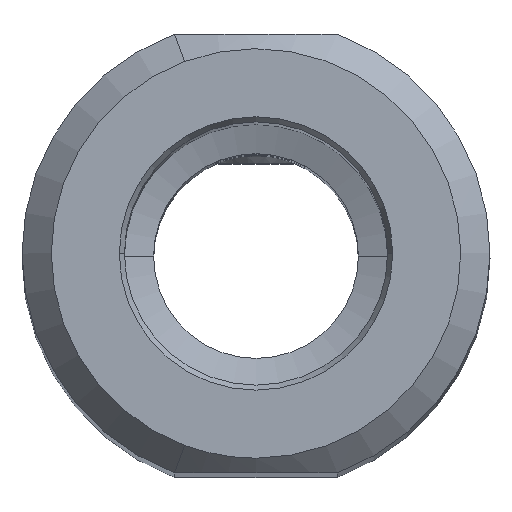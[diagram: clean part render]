
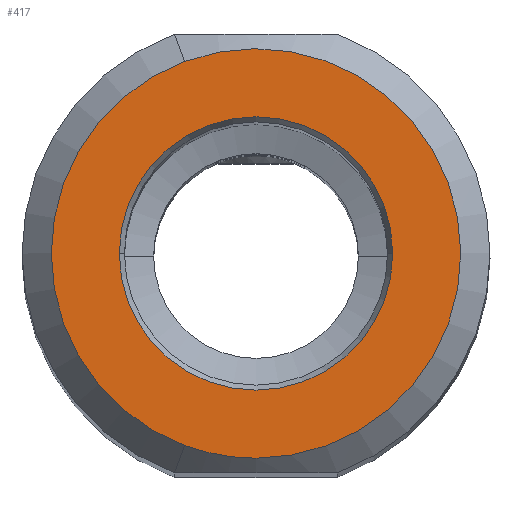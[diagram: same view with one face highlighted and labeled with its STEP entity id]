
A CAD part, top view. The second image highlights one B-rep face of the part: STEP entity #417.
In plain terms, the highlighted planar face has unit normal (0, 0, 1).
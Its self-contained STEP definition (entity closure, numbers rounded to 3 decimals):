
#417=ADVANCED_FACE('',(#525,#526),#490,.T.);
#490=PLANE('',#1507);
#525=FACE_BOUND('',#554,.T.);
#526=FACE_BOUND('',#555,.T.);
#554=EDGE_LOOP('',(#706,#707,#708));
#555=EDGE_LOOP('',(#709,#710));
#706=ORIENTED_EDGE('',*,*,#1154,.F.);
#707=ORIENTED_EDGE('',*,*,#1153,.F.);
#708=ORIENTED_EDGE('',*,*,#1151,.F.);
#709=ORIENTED_EDGE('',*,*,#1155,.F.);
#710=ORIENTED_EDGE('',*,*,#1156,.F.);
#1026=VERTEX_POINT('',#2218);
#1027=VERTEX_POINT('',#2220);
#1028=VERTEX_POINT('',#2224);
#1029=VERTEX_POINT('',#2228);
#1030=VERTEX_POINT('',#2229);
#1151=EDGE_CURVE('',#1026,#1027,#1317,.T.);
#1153=EDGE_CURVE('',#1027,#1028,#1318,.T.);
#1154=EDGE_CURVE('',#1028,#1026,#1319,.T.);
#1155=EDGE_CURVE('',#1029,#1030,#1320,.T.);
#1156=EDGE_CURVE('',#1030,#1029,#1321,.T.);
#1317=CIRCLE('',#1500,7.);
#1318=CIRCLE('',#1502,7.);
#1319=CIRCLE('',#1503,7.);
#1320=CIRCLE('',#1505,4.673);
#1321=CIRCLE('',#1506,4.673);
#1500=AXIS2_PLACEMENT_3D('',#2219,#1726,#1727);
#1502=AXIS2_PLACEMENT_3D('',#2223,#1731,#1732);
#1503=AXIS2_PLACEMENT_3D('',#2225,#1733,#1734);
#1505=AXIS2_PLACEMENT_3D('',#2227,#1737,#1738);
#1506=AXIS2_PLACEMENT_3D('',#2230,#1739,#1740);
#1507=AXIS2_PLACEMENT_3D('',#2231,#1741,#1742);
#1726=DIRECTION('',(0.,0.,-1.));
#1727=DIRECTION('',(-0.348,-0.937,0.));
#1731=DIRECTION('',(0.,0.,-1.));
#1732=DIRECTION('',(-0.348,0.937,0.));
#1733=DIRECTION('',(0.,0.,-1.));
#1734=DIRECTION('',(0.,-1.,0.));
#1737=DIRECTION('',(0.,0.,1.));
#1738=DIRECTION('',(1.,0.,0.));
#1739=DIRECTION('',(0.,0.,1.));
#1740=DIRECTION('',(-1.,0.,0.));
#1741=DIRECTION('',(0.,0.,1.));
#1742=DIRECTION('',(1.,0.,0.));
#2218=CARTESIAN_POINT('',(-2.436,-6.563,0.));
#2219=CARTESIAN_POINT('',(0.,0.,0.));
#2220=CARTESIAN_POINT('',(-2.436,6.562,0.));
#2223=CARTESIAN_POINT('',(0.,0.,0.));
#2224=CARTESIAN_POINT('',(0.,-7.,0.));
#2225=CARTESIAN_POINT('',(0.,0.,0.));
#2227=CARTESIAN_POINT('',(0.,0.,0.));
#2228=CARTESIAN_POINT('',(4.673,0.,0.));
#2229=CARTESIAN_POINT('',(-4.673,0.,0.));
#2230=CARTESIAN_POINT('',(0.,0.,0.));
#2231=CARTESIAN_POINT('',(0.003,0.001,0.));
